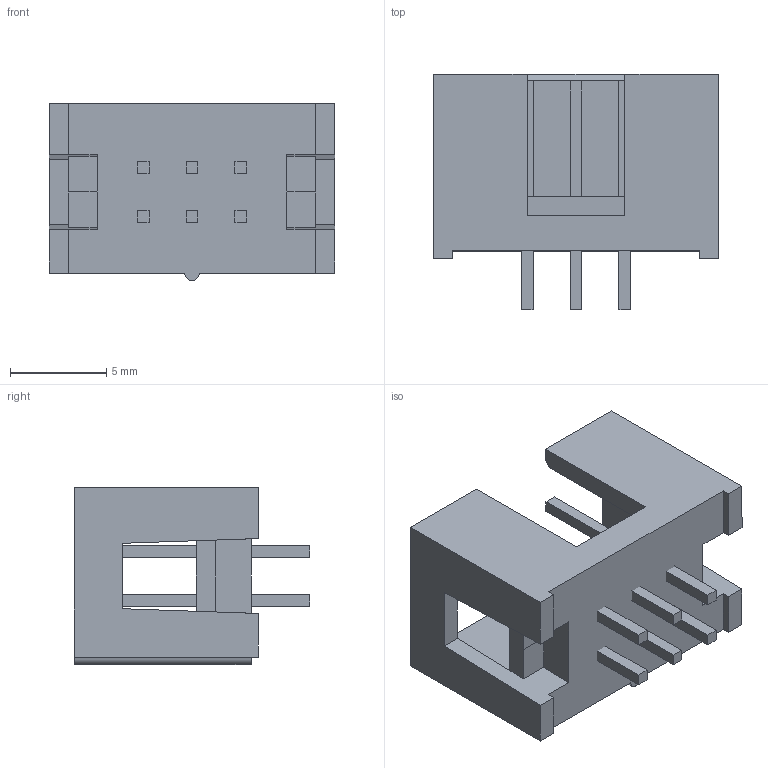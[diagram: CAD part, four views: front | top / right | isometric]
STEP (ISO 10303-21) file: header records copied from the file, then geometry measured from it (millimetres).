
FILE_DESCRIPTION(/* description */ (''),/* implementation_level */ '2;1');
FILE_NAME(/* name */ 'Amphenol FCi 75869-131LF 6-pin, 2-row, 2.54 mm pitch wire-to-board connector v17.step',/* time_stamp */ '2017-06-16T20:24:57+01:00',/* author */ (''),/* organization */ (''),/* preprocessor_version */ 'ST-DEVELOPER v16.13',/* originating_system */ 'Autodesk Translation Framework v6.1.1.50',/* authorisation */ '');
FILE_SCHEMA (('AUTOMOTIVE_DESIGN { 1 0 10303 214 3 1 1 }'));
Length unit declared in the file: millimetre
Products named in the file (1): Amphenol FCi 75869-131LF 6-pin, 2-row, 2.54 mm pitch wire-to-board co
nnector v17
Bounding box: 14.83 x 12.24 x 9.2 mm (x, y, z)
Volume: 542.9 mm3; surface area: 1073 mm2
Topology: 7 solids, 7 shells, 81 faces, 203 edges, 132 vertices
Faces by surface type: plane 80, cylinder 1
Entity records: 2397 total; most frequent: CARTESIAN_POINT 417, ORIENTED_EDGE 406, DIRECTION 369, EDGE_CURVE 203, LINE 201, VECTOR 201, VERTEX_POINT 132, AXIS2_PLACEMENT_3D 84
